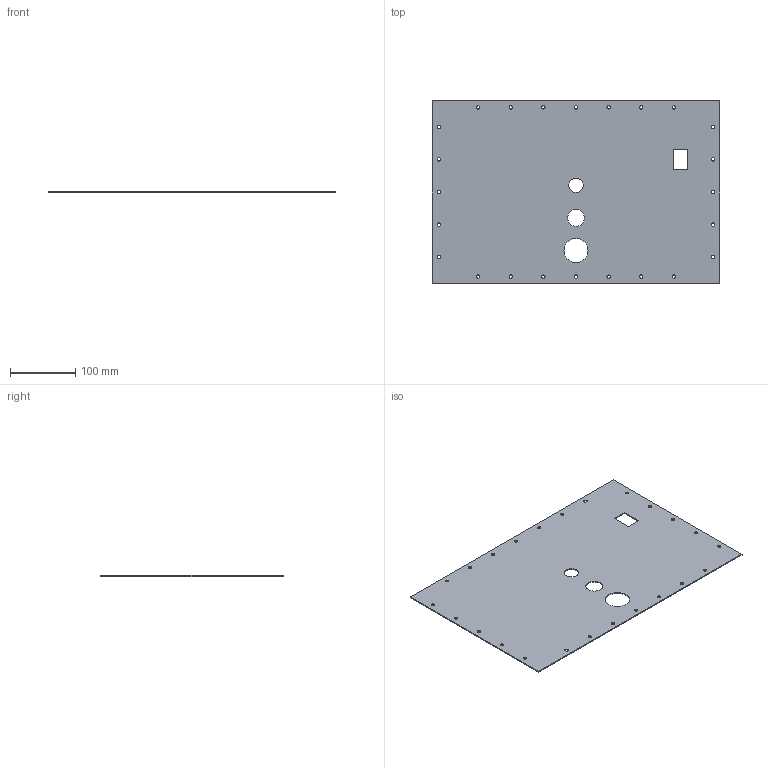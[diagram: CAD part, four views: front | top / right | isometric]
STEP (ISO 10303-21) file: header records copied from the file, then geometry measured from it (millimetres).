
FILE_DESCRIPTION(('FreeCAD Model'),'2;1');
FILE_NAME('Open CASCADE Shape Model','2023-07-28T17:06:17',(''),(''), 'Open CASCADE STEP processor 7.5','FreeCAD','Unknown');
FILE_SCHEMA(('AUTOMOTIVE_DESIGN { 1 0 10303 214 1 1 1 1 }'));
Length unit declared in the file: millimetre
Products named in the file (2): PartRearPanel3; BodyEndPanelMounting
Assembly tree (1 placements, depth 2):
  PartRearPanel3
    BodyEndPanelMounting
Bounding box: 440 x 279.4 x 1.57 mm (x, y, z)
Volume: 188588.8 mm3; surface area: 242981.3 mm2
Topology: 1 solids, 1 shells, 37 faces, 105 edges, 70 vertices
Faces by surface type: cylinder 27, plane 10
Full cylindrical faces by diameter (mm): 5.22 x24, 22 x1, 26 x1, 37 x1
Entity records: 1385 total; most frequent: DIRECTION 237, CARTESIAN_POINT 214, ORIENTED_EDGE 210, EDGE_CURVE 105, AXIS2_PLACEMENT_3D 93, FACE_BOUND 93, EDGE_LOOP 93, VERTEX_POINT 70
